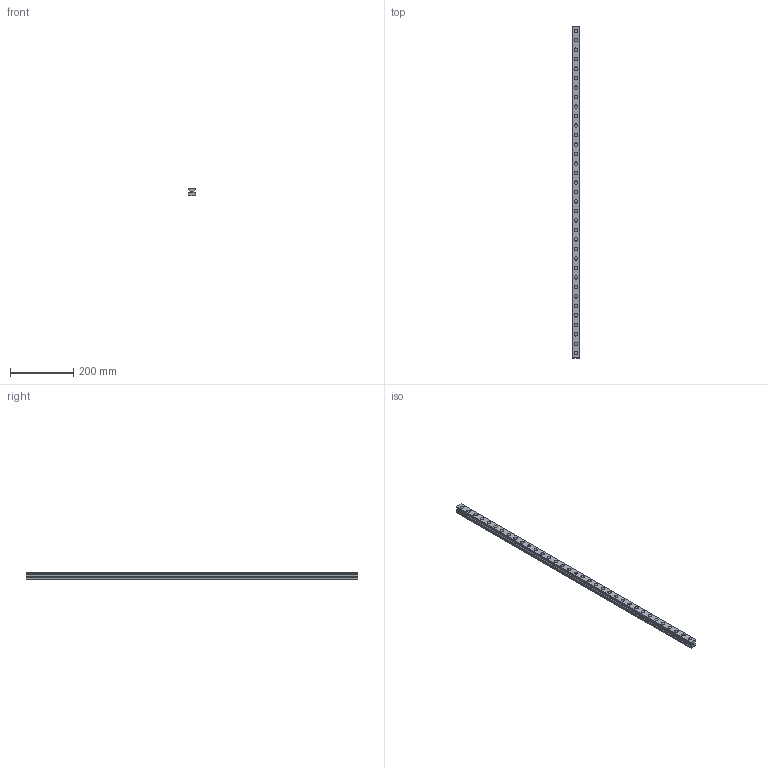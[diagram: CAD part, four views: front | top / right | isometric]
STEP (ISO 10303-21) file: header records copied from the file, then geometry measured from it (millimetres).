
FILE_DESCRIPTION(('STEP AP214'),'1');
FILE_NAME('cctmp_9999526B-2C31-4883-A539-10242E3DEE0B_2021_03_10_17_32_15_0401..stp','2021-03-10T16:32:15',('HIWIN GmbH'),('CADClick - www.CADClick.com'),'Spatial InterOp 3D',' ','unknown authorization');
FILE_SCHEMA(('AUTOMOTIVE_DESIGN'));
Length unit declared in the file: millimetre
Products named in the file (1): RGR25R1050H_FILE
Bounding box: 23 x 1050 x 23.6 mm (x, y, z)
Volume: 421069 mm3; surface area: 130875.5 mm2
Topology: 1 solids, 1 shells, 432 faces, 963 edges, 642 vertices
Faces by surface type: cylinder 228, plane 204
Entity records: 15643 total; most frequent: DIRECTION 2285, CARTESIAN_POINT 2038, ORIENTED_EDGE 1926, EDGE_CURVE 963, AXIS2_PLACEMENT_3D 889, VERTEX_POINT 642, EDGE_LOOP 541, LINE 507
